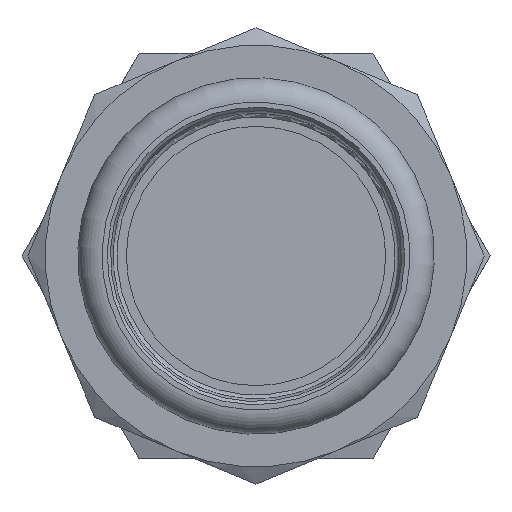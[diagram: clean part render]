
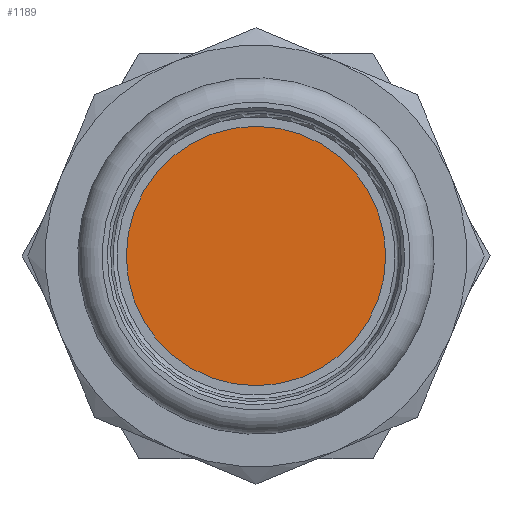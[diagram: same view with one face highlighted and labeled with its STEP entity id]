
A CAD part, left-side view. The second image highlights one B-rep face of the part: STEP entity #1189.
In plain terms, the highlighted planar face has unit normal (-1, 0, 0).
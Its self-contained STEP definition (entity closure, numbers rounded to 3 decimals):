
#118=CIRCLE('',#1331,16.);
#232=FACE_OUTER_BOUND('',#318,.T.);
#318=EDGE_LOOP('',(#864));
#494=VERTEX_POINT('',#2072);
#622=EDGE_CURVE('',#494,#494,#118,.T.);
#864=ORIENTED_EDGE('',*,*,#622,.F.);
#1055=PLANE('',#1330);
#1189=ADVANCED_FACE('',(#232),#1055,.F.);
#1330=AXIS2_PLACEMENT_3D('',#2071,#1579,#1580);
#1331=AXIS2_PLACEMENT_3D('',#2073,#1581,#1582);
#1579=DIRECTION('center_axis',(1.,0.,0.));
#1580=DIRECTION('ref_axis',(0.,1.,0.));
#1581=DIRECTION('center_axis',(1.,0.,0.));
#1582=DIRECTION('ref_axis',(0.,-0.764,-0.645));
#2071=CARTESIAN_POINT('Origin',(27.7,21.05,0.));
#2072=CARTESIAN_POINT('',(27.7,12.228,10.319));
#2073=CARTESIAN_POINT('Origin',(27.7,0.,
0.));
